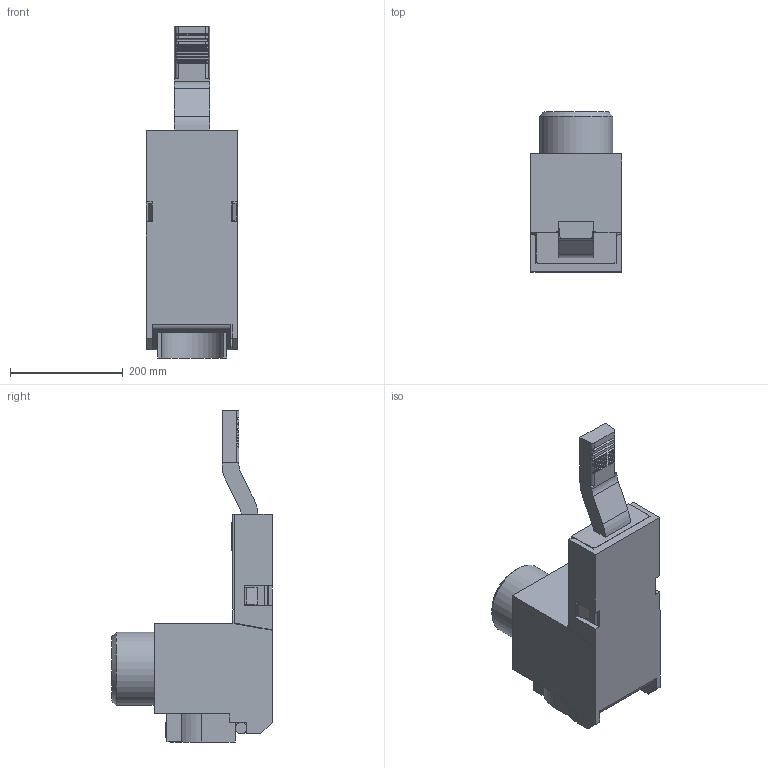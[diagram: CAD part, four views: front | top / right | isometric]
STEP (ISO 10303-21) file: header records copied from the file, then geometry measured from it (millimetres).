
FILE_DESCRIPTION((' '),'2;1');
FILE_NAME('FHL8-AAT1_3D.stp','2012-08-31T15:56:46',(' '),(' '),' ','ACIS',' ');
FILE_SCHEMA(('CONFIG_CONTROL_DESIGN'));
Length unit declared in the file: millimetre
Products named in the file (1): FHL8-AAT1_3D.stp
Bounding box: 162.5 x 285 x 590.2 mm (x, y, z)
Volume: 8743670 mm3; surface area: 581605.6 mm2
Topology: 1 solids, 1 shells, 291 faces, 824 edges, 544 vertices
Faces by surface type: plane 217, bspline 38, cylinder 29, cone 7
Full cylindrical faces by diameter (mm): 20 x2, 70 x1, 100 x1, 100.2 x1, 105 x1, 110 x1, 130 x1
Entity records: 9517 total; most frequent: CARTESIAN_POINT 2139, ORIENTED_EDGE 1620, DIRECTION 1318, EDGE_CURVE 810, VECTOR 626, LINE 626, VERTEX_POINT 539, AXIS2_PLACEMENT_3D 346
